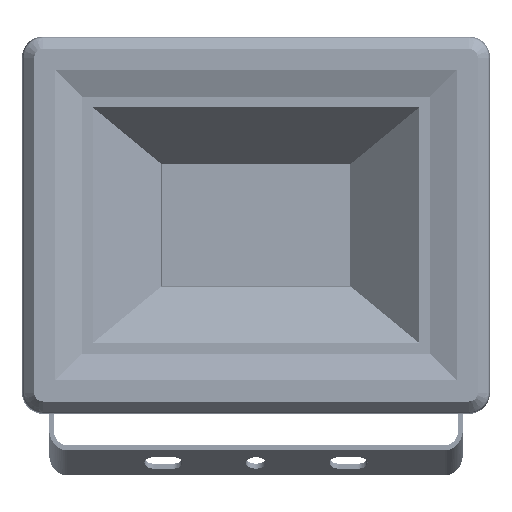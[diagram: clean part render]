
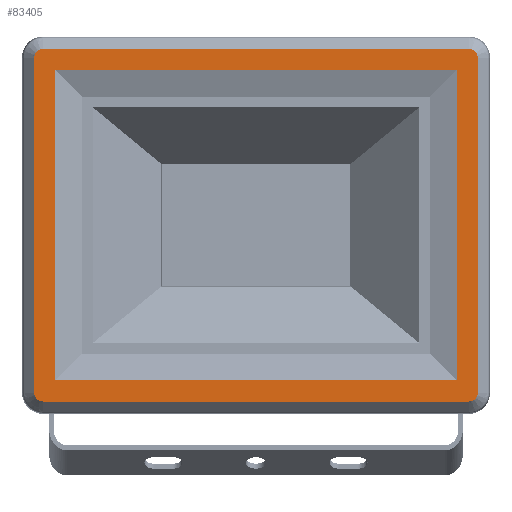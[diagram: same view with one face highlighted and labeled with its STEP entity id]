
A CAD part, front view. The second image highlights one B-rep face of the part: STEP entity #83405.
In plain terms, the highlighted planar face has unit normal (0, -1, 0).
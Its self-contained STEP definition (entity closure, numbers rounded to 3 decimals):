
#78276=DIRECTION('',(0.,0.,1.));
#78277=VECTOR('',#78276,85.632);
#78278=CARTESIAN_POINT('',(-55.316,-4.,-42.816));
#78279=LINE('',#78278,#78277);
#78297=DIRECTION('',(-1.,0.,0.));
#78298=VECTOR('',#78297,110.632);
#78299=CARTESIAN_POINT('',(55.316,-4.,-42.816));
#78300=LINE('',#78299,#78298);
#78311=DIRECTION('',(0.,0.,-1.));
#78312=VECTOR('',#78311,85.632);
#78313=CARTESIAN_POINT('',(55.316,-4.,42.816));
#78314=LINE('',#78313,#78312);
#78325=CARTESIAN_POINT('',(58.7,-4.,46.2));
#78326=DIRECTION('',(0.,-1.,0.));
#78327=DIRECTION('',(1.,0.,0.));
#78328=AXIS2_PLACEMENT_3D('',#78325,#78326,#78327);
#78333=DIRECTION('',(0.,0.,1.));
#78334=VECTOR('',#78333,92.4);
#78335=CARTESIAN_POINT('',(61.107,-4.,-46.2));
#78336=LINE('',#78335,#78334);
#78340=CARTESIAN_POINT('',(58.7,-4.,-46.2));
#78341=DIRECTION('',(0.,-1.,0.));
#78342=DIRECTION('',(0.,0.,-1.));
#78343=AXIS2_PLACEMENT_3D('',#78340,#78341,#78342);
#78348=DIRECTION('',(1.,0.,0.));
#78349=VECTOR('',#78348,117.4);
#78350=CARTESIAN_POINT('',(-58.7,-4.,-48.607));
#78351=LINE('',#78350,#78349);
#78355=CARTESIAN_POINT('',(-58.7,-4.,-46.2));
#78356=DIRECTION('',(0.,-1.,0.));
#78357=DIRECTION('',(-1.,0.,0.));
#78358=AXIS2_PLACEMENT_3D('',#78355,#78356,#78357);
#78363=DIRECTION('',(0.,0.,-1.));
#78364=VECTOR('',#78363,92.4);
#78365=CARTESIAN_POINT('',(-61.107,-4.,46.2));
#78366=LINE('',#78365,#78364);
#78370=CARTESIAN_POINT('',(-58.7,-4.,46.2));
#78371=DIRECTION('',(0.,-1.,0.));
#78372=DIRECTION('',(0.,0.,1.));
#78373=AXIS2_PLACEMENT_3D('',#78370,#78371,#78372);
#78378=DIRECTION('',(-1.,0.,0.));
#78379=VECTOR('',#78378,117.4);
#78380=CARTESIAN_POINT('',(58.7,-4.,48.607));
#78381=LINE('',#78380,#78379);
#78385=DIRECTION('',(1.,0.,0.));
#78386=VECTOR('',#78385,110.632);
#78387=CARTESIAN_POINT('',(-55.316,-4.,42.816));
#78388=LINE('',#78387,#78386);
#82744=CARTESIAN_POINT('',(61.107,-4.,46.2));
#82745=CARTESIAN_POINT('',(58.7,-4.,48.607));
#82746=VERTEX_POINT('',#82744);
#82747=VERTEX_POINT('',#82745);
#82748=CARTESIAN_POINT('',(-58.7,-4.,48.607));
#82749=VERTEX_POINT('',#82748);
#82750=CARTESIAN_POINT('',(-61.107,-4.,46.2));
#82751=VERTEX_POINT('',#82750);
#82752=CARTESIAN_POINT('',(-61.107,-4.,-46.2));
#82753=VERTEX_POINT('',#82752);
#82754=CARTESIAN_POINT('',(-58.7,-4.,-48.607));
#82755=VERTEX_POINT('',#82754);
#82756=CARTESIAN_POINT('',(58.7,-4.,-48.607));
#82757=VERTEX_POINT('',#82756);
#82758=CARTESIAN_POINT('',(61.107,-4.,-46.2));
#82759=VERTEX_POINT('',#82758);
#82784=CARTESIAN_POINT('',(-55.316,-4.,42.816));
#82785=CARTESIAN_POINT('',(55.316,-4.,42.816));
#82786=VERTEX_POINT('',#82784);
#82787=VERTEX_POINT('',#82785);
#82788=CARTESIAN_POINT('',(55.316,-4.,-42.816));
#82789=VERTEX_POINT('',#82788);
#82790=CARTESIAN_POINT('',(-55.316,-4.,-42.816));
#82791=VERTEX_POINT('',#82790);
#83375=CARTESIAN_POINT('',(0.,-4.,0.));
#83376=DIRECTION('',(0.,1.,0.));
#83377=DIRECTION('',(-1.,0.,0.));
#83378=AXIS2_PLACEMENT_3D('',#83375,#83376,#83377);
#83379=PLANE('',#83378);
#83381=ORIENTED_EDGE('',*,*,#83380,.F.);
#83383=ORIENTED_EDGE('',*,*,#83382,.F.);
#83385=ORIENTED_EDGE('',*,*,#83384,.F.);
#83387=ORIENTED_EDGE('',*,*,#83386,.F.);
#83389=ORIENTED_EDGE('',*,*,#83388,.F.);
#83391=ORIENTED_EDGE('',*,*,#83390,.F.);
#83393=ORIENTED_EDGE('',*,*,#83392,.F.);
#83395=ORIENTED_EDGE('',*,*,#83394,.F.);
#83396=EDGE_LOOP('',(#83381,#83383,#83385,#83387,#83389,#83391,#83393,#83395));
#83397=FACE_OUTER_BOUND('',#83396,.F.);
#83398=ORIENTED_EDGE('',*,*,#83353,.F.);
#83399=ORIENTED_EDGE('',*,*,#83365,.F.);
#83401=ORIENTED_EDGE('',*,*,#83400,.F.);
#83402=ORIENTED_EDGE('',*,*,#83338,.F.);
#83403=EDGE_LOOP('',(#83398,#83399,#83401,#83402));
#83404=FACE_BOUND('',#83403,.F.);
#78329=CIRCLE('',#78328,2.407);
#78344=CIRCLE('',#78343,2.407);
#78359=CIRCLE('',#78358,2.407);
#78374=CIRCLE('',#78373,2.407);
#83338=EDGE_CURVE('',#82791,#82786,#78279,.T.);
#83353=EDGE_CURVE('',#82789,#82791,#78300,.T.);
#83365=EDGE_CURVE('',#82787,#82789,#78314,.T.);
#83380=EDGE_CURVE('',#82746,#82747,#78329,.T.);
#83382=EDGE_CURVE('',#82759,#82746,#78336,.T.);
#83384=EDGE_CURVE('',#82757,#82759,#78344,.T.);
#83386=EDGE_CURVE('',#82755,#82757,#78351,.T.);
#83388=EDGE_CURVE('',#82753,#82755,#78359,.T.);
#83390=EDGE_CURVE('',#82751,#82753,#78366,.T.);
#83392=EDGE_CURVE('',#82749,#82751,#78374,.T.);
#83394=EDGE_CURVE('',#82747,#82749,#78381,.T.);
#83400=EDGE_CURVE('',#82786,#82787,#78388,.T.);
#83405=ADVANCED_FACE('',(#83397,#83404),#83379,.F.);
